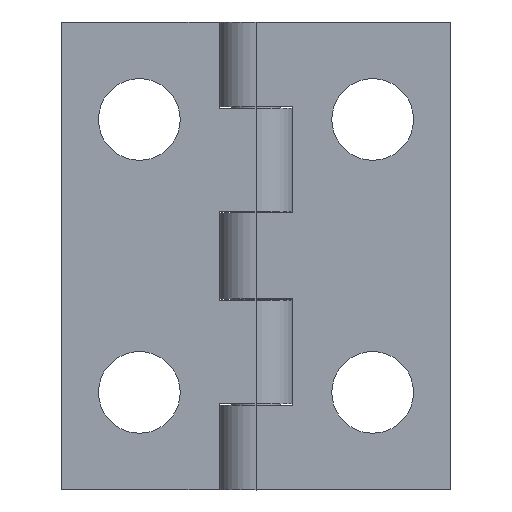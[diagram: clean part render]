
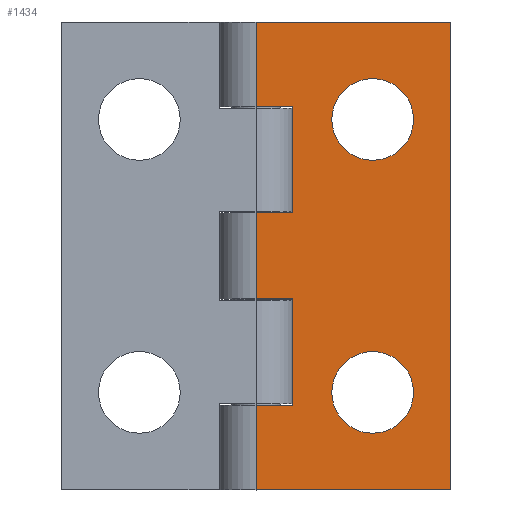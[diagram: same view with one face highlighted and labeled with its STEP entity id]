
A CAD part, top view. The second image highlights one B-rep face of the part: STEP entity #1434.
In plain terms, the highlighted planar face has unit normal (0, 0, 1).
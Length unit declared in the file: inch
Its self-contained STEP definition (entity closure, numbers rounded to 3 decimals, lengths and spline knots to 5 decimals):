
#1 = LINE ( 'NONE', #801, #2 ) ;
#2 = VECTOR ( 'NONE', #796, 39.37008 ) ;
#30 = LINE ( 'NONE', #989, #32 ) ;
#32 = VECTOR ( 'NONE', #988, 39.37008 ) ;
#42 = LINE ( 'NONE', #1009, #44 ) ;
#44 = VECTOR ( 'NONE', #1008, 39.37008 ) ;
#57 = CIRCLE ( 'NONE', #342, 0.0655 ) ;
#65 = CIRCLE ( 'NONE', #344, 0.0655 ) ;
#265 = CARTESIAN_POINT ( 'NONE',  ( 0.05906, 0.239, 0.05906 ) ) ;
#273 = CARTESIAN_POINT ( 'NONE',  ( 0.312, 0.375, 0.05906 ) ) ;
#275 = CARTESIAN_POINT ( 'NONE',  ( 0.312, -0.375, 0.05906 ) ) ;
#284 = CARTESIAN_POINT ( 'NONE',  ( 0.05906, 0.069, 0.05906 ) ) ;
#297 = CARTESIAN_POINT ( 'NONE',  ( 0., -0.069, 0.05906 ) ) ;
#306 = CARTESIAN_POINT ( 'NONE',  ( 0.05906, -0.069, 0.05906 ) ) ;
#308 = CARTESIAN_POINT ( 'NONE',  ( 0., 0.239, 0.05906 ) ) ;
#310 = CARTESIAN_POINT ( 'NONE',  ( 0., 0.069, 0.05906 ) ) ;
#327 = CARTESIAN_POINT ( 'NONE',  ( 0.05906, -0.239, 0.05906 ) ) ;
#334 = CARTESIAN_POINT ( 'NONE',  ( 0.2525, 0.21875, 0.05906 ) ) ;
#342 = AXIS2_PLACEMENT_3D ( 'NONE', #936, #937, #938 ) ;
#344 = AXIS2_PLACEMENT_3D ( 'NONE', #949, #950, #951 ) ;
#462 = CARTESIAN_POINT ( 'NONE',  ( 0., 0.375, 0.05906 ) ) ;
#464 = CARTESIAN_POINT ( 'NONE',  ( 0.05906, 0.069, 0.05906 ) ) ;
#477 = CARTESIAN_POINT ( 'NONE',  ( 0.05906, 0.239, 0.05906 ) ) ;
#672 = VERTEX_POINT ( 'NONE', #1632 ) ;
#679 = VERTEX_POINT ( 'NONE', #1628 ) ;
#687 = VERTEX_POINT ( 'NONE', #1733 ) ;
#691 = VERTEX_POINT ( 'NONE', #1735 ) ;
#692 = VERTEX_POINT ( 'NONE', #1731 ) ;
#796 = DIRECTION ( 'NONE',  ( 0., -1., 0. ) ) ;
#801 = CARTESIAN_POINT ( 'NONE',  ( 0., 0.375, 0.05906 ) ) ;
#845 = DIRECTION ( 'NONE',  ( 0., 0., -1. ) ) ;
#848 = CARTESIAN_POINT ( 'NONE',  ( 0.312, 0.375, 0.05906 ) ) ;
#850 = PLANE ( 'NONE',  #883 ) ;
#852 = DIRECTION ( 'NONE',  ( -1., 0., 0. ) ) ;
#883 = AXIS2_PLACEMENT_3D ( 'NONE', #848, #845, #852 ) ;
#936 = CARTESIAN_POINT ( 'NONE',  ( 0.187, 0.21875, 0.05906 ) ) ;
#937 = DIRECTION ( 'NONE',  ( 0., 0., -1. ) ) ;
#938 = DIRECTION ( 'NONE',  ( -1., 0., 0. ) ) ;
#949 = CARTESIAN_POINT ( 'NONE',  ( 0.187, -0.21875, 0.05906 ) ) ;
#950 = DIRECTION ( 'NONE',  ( 0., 0., -1. ) ) ;
#951 = DIRECTION ( 'NONE',  ( -1., 0., 0. ) ) ;
#988 = DIRECTION ( 'NONE',  ( 0., -1., 0. ) ) ;
#989 = CARTESIAN_POINT ( 'NONE',  ( 0., 0.375, 0.05906 ) ) ;
#1008 = DIRECTION ( 'NONE',  ( 0., -1., 0. ) ) ;
#1009 = CARTESIAN_POINT ( 'NONE',  ( 0., 0.375, 0.05906 ) ) ;
#1050 = CARTESIAN_POINT ( 'NONE',  ( -0.05906, 0.239, 0.05906 ) ) ;
#1062 = ORIENTED_EDGE ( 'NONE', *, *, #1754, .F. ) ;
#1064 = ORIENTED_EDGE ( 'NONE', *, *, #1807, .T. ) ;
#1066 = ORIENTED_EDGE ( 'NONE', *, *, #1759, .F. ) ;
#1067 = ORIENTED_EDGE ( 'NONE', *, *, #1752, .F. ) ;
#1068 = ORIENTED_EDGE ( 'NONE', *, *, #1757, .T. ) ;
#1069 = ORIENTED_EDGE ( 'NONE', *, *, #1753, .F. ) ;
#1070 = ORIENTED_EDGE ( 'NONE', *, *, #1815, .T. ) ;
#1073 = ORIENTED_EDGE ( 'NONE', *, *, #1755, .F. ) ;
#1074 = ORIENTED_EDGE ( 'NONE', *, *, #1758, .F. ) ;
#1075 = ORIENTED_EDGE ( 'NONE', *, *, #1756, .F. ) ;
#1077 = ORIENTED_EDGE ( 'NONE', *, *, #1831, .T. ) ;
#1079 = ORIENTED_EDGE ( 'NONE', *, *, #1762, .T. ) ;
#1084 = ORIENTED_EDGE ( 'NONE', *, *, #1760, .F. ) ;
#1087 = ORIENTED_EDGE ( 'NONE', *, *, #1761, .T. ) ;
#1088 = ORIENTED_EDGE ( 'NONE', *, *, #1825, .T. ) ;
#1090 = ORIENTED_EDGE ( 'NONE', *, *, #1789, .T. ) ;
#1218 = DIRECTION ( 'NONE',  ( 1., 0., 0. ) ) ;
#1219 = CARTESIAN_POINT ( 'NONE',  ( 0.312, 0.375, 0.05906 ) ) ;
#1220 = DIRECTION ( 'NONE',  ( 0., 1., 0. ) ) ;
#1221 = CARTESIAN_POINT ( 'NONE',  ( 0.05906, -0.239, 0.05906 ) ) ;
#1222 = DIRECTION ( 'NONE',  ( -1., 0., 0. ) ) ;
#1223 = CARTESIAN_POINT ( 'NONE',  ( 0.05906, -0.069, 0.05906 ) ) ;
#1224 = DIRECTION ( 'NONE',  ( 1., 0., 0. ) ) ;
#1225 = CARTESIAN_POINT ( 'NONE',  ( 0.312, 0.375, 0.05906 ) ) ;
#1226 = DIRECTION ( 'NONE',  ( 0., -1., 0. ) ) ;
#1227 = CARTESIAN_POINT ( 'NONE',  ( 0.312, -0.375, 0.05906 ) ) ;
#1228 = CARTESIAN_POINT ( 'NONE',  ( -0.05906, -0.069, 0.05906 ) ) ;
#1229 = DIRECTION ( 'NONE',  ( 1., 0., 0. ) ) ;
#1230 = DIRECTION ( 'NONE',  ( 1., 0., 0. ) ) ;
#1231 = DIRECTION ( 'NONE',  ( 0., 1., 0. ) ) ;
#1232 = DIRECTION ( 'NONE',  ( -1., 0., 0. ) ) ;
#1234 = CARTESIAN_POINT ( 'NONE',  ( 0.187, 0.21875, 0.05906 ) ) ;
#1235 = DIRECTION ( 'NONE',  ( 0., 0., -1. ) ) ;
#1236 = DIRECTION ( 'NONE',  ( -1., 0., 0. ) ) ;
#1237 = CARTESIAN_POINT ( 'NONE',  ( 0.187, -0.21875, 0.05906 ) ) ;
#1238 = DIRECTION ( 'NONE',  ( 0., 0., -1. ) ) ;
#1239 = DIRECTION ( 'NONE',  ( -1., 0., 0. ) ) ;
#1316 = AXIS2_PLACEMENT_3D ( 'NONE', #1234, #1235, #1236 ) ;
#1317 = AXIS2_PLACEMENT_3D ( 'NONE', #1237, #1238, #1239 ) ;
#1434 = ADVANCED_FACE ( 'NONE', ( #1864, #1868, #1865 ), #850, .F. ) ;
#1563 = EDGE_LOOP ( 'NONE', ( #1090, #1084, #1066, #1074, #1070, #1068, #1075, #1073, #1064, #1062, #1069, #1067 ) ) ;
#1566 = EDGE_LOOP ( 'NONE', ( #1087, #1088 ) ) ;
#1568 = EDGE_LOOP ( 'NONE', ( #1079, #1077 ) ) ;
#1628 = CARTESIAN_POINT ( 'NONE',  ( 0., -0.239, 0.05906 ) ) ;
#1632 = CARTESIAN_POINT ( 'NONE',  ( 0.2525, -0.21875, 0.05906 ) ) ;
#1709 = VERTEX_POINT ( 'NONE', #462 ) ;
#1731 = CARTESIAN_POINT ( 'NONE',  ( 0.1215, -0.21875, 0.05906 ) ) ;
#1733 = CARTESIAN_POINT ( 'NONE',  ( 0., -0.375, 0.05906 ) ) ;
#1735 = CARTESIAN_POINT ( 'NONE',  ( 0.1215, 0.21875, 0.05906 ) ) ;
#1752 = EDGE_CURVE ( 'NONE', #1996, #1968, #2072, .T. ) ;
#1753 = EDGE_CURVE ( 'NONE', #1968, #1949, #2076, .T. ) ;
#1754 = EDGE_CURVE ( 'NONE', #1949, #1994, #2078, .T. ) ;
#1755 = EDGE_CURVE ( 'NONE', #1709, #1957, #2080, .T. ) ;
#1756 = EDGE_CURVE ( 'NONE', #1957, #1959, #2084, .T. ) ;
#1757 = EDGE_CURVE ( 'NONE', #687, #1959, #2086, .T. ) ;
#1758 = EDGE_CURVE ( 'NONE', #679, #2013, #2082, .T. ) ;
#1759 = EDGE_CURVE ( 'NONE', #2013, #1992, #2088, .T. ) ;
#1760 = EDGE_CURVE ( 'NONE', #1992, #1983, #2090, .T. ) ;
#1761 = EDGE_CURVE ( 'NONE', #691, #2062, #2092, .T. ) ;
#1762 = EDGE_CURVE ( 'NONE', #692, #672, #2094, .T. ) ;
#1789 = EDGE_CURVE ( 'NONE', #1996, #1983, #1, .T. ) ;
#1807 = EDGE_CURVE ( 'NONE', #1709, #1994, #30, .T. ) ;
#1815 = EDGE_CURVE ( 'NONE', #679, #687, #42, .T. ) ;
#1825 = EDGE_CURVE ( 'NONE', #2062, #691, #57, .T. ) ;
#1831 = EDGE_CURVE ( 'NONE', #672, #692, #65, .T. ) ;
#1864 = FACE_BOUND ( 'NONE', #1568, .T. ) ;
#1865 = FACE_OUTER_BOUND ( 'NONE', #1563, .T. ) ;
#1868 = FACE_BOUND ( 'NONE', #1566, .T. ) ;
#1949 = VERTEX_POINT ( 'NONE', #265 ) ;
#1957 = VERTEX_POINT ( 'NONE', #273 ) ;
#1959 = VERTEX_POINT ( 'NONE', #275 ) ;
#1968 = VERTEX_POINT ( 'NONE', #284 ) ;
#1983 = VERTEX_POINT ( 'NONE', #297 ) ;
#1992 = VERTEX_POINT ( 'NONE', #306 ) ;
#1994 = VERTEX_POINT ( 'NONE', #308 ) ;
#1996 = VERTEX_POINT ( 'NONE', #310 ) ;
#2013 = VERTEX_POINT ( 'NONE', #327 ) ;
#2062 = VERTEX_POINT ( 'NONE', #334 ) ;
#2072 = LINE ( 'NONE', #464, #2079 ) ;
#2076 = LINE ( 'NONE', #477, #2081 ) ;
#2078 = LINE ( 'NONE', #1050, #2083 ) ;
#2079 = VECTOR ( 'NONE', #1218, 39.37008 ) ;
#2080 = LINE ( 'NONE', #1219, #2085 ) ;
#2081 = VECTOR ( 'NONE', #1220, 39.37008 ) ;
#2082 = LINE ( 'NONE', #1221, #2091 ) ;
#2083 = VECTOR ( 'NONE', #1222, 39.37008 ) ;
#2084 = LINE ( 'NONE', #1225, #2087 ) ;
#2085 = VECTOR ( 'NONE', #1224, 39.37008 ) ;
#2086 = LINE ( 'NONE', #1227, #2089 ) ;
#2087 = VECTOR ( 'NONE', #1226, 39.37008 ) ;
#2088 = LINE ( 'NONE', #1223, #2093 ) ;
#2089 = VECTOR ( 'NONE', #1229, 39.37008 ) ;
#2090 = LINE ( 'NONE', #1228, #2095 ) ;
#2091 = VECTOR ( 'NONE', #1230, 39.37008 ) ;
#2092 = CIRCLE ( 'NONE', #1316, 0.0655 ) ;
#2093 = VECTOR ( 'NONE', #1231, 39.37008 ) ;
#2094 = CIRCLE ( 'NONE', #1317, 0.0655 ) ;
#2095 = VECTOR ( 'NONE', #1232, 39.37008 ) ;
